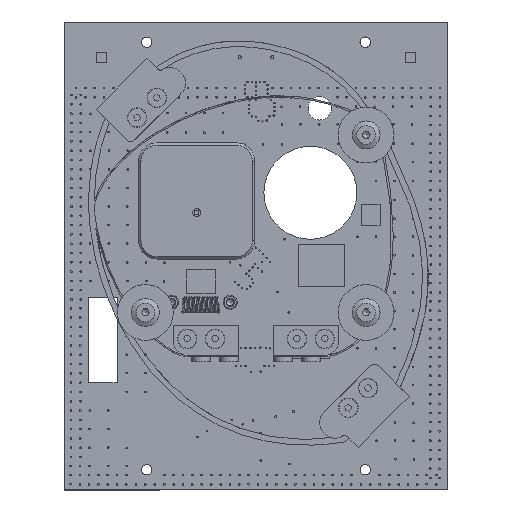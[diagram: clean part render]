
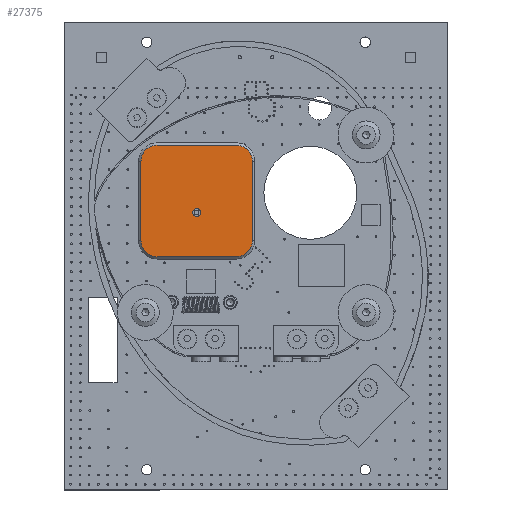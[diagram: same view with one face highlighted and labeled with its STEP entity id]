
A CAD part, left-side view. The second image highlights one B-rep face of the part: STEP entity #27375.
In plain terms, the highlighted face is planar.
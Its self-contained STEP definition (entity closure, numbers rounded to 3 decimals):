
#2124=FACE_BOUND('',#6284,.T.);
#3417=CIRCLE('',#29288,3.5);
#3418=CIRCLE('',#29289,3.5);
#3419=CIRCLE('',#29290,3.5);
#3420=CIRCLE('',#29291,3.5);
#3421=CIRCLE('',#29292,0.85);
#4857=FACE_OUTER_BOUND('',#6283,.T.);
#6283=EDGE_LOOP('',(#19358,#19359,#19360,#19361,#19362,#19363,#19364,#19365));
#6284=EDGE_LOOP('',(#19366));
#9011=LINE('',#40364,#11130);
#9012=LINE('',#40368,#11131);
#9013=LINE('',#40372,#11132);
#9014=LINE('',#40376,#11133);
#11130=VECTOR('',#32291,17.);
#11131=VECTOR('',#32294,17.);
#11132=VECTOR('',#32297,17.);
#11133=VECTOR('',#32300,17.);
#13254=VERTEX_POINT('',#40362);
#13255=VERTEX_POINT('',#40363);
#13256=VERTEX_POINT('',#40365);
#13257=VERTEX_POINT('',#40367);
#13258=VERTEX_POINT('',#40369);
#13259=VERTEX_POINT('',#40371);
#13260=VERTEX_POINT('',#40373);
#13261=VERTEX_POINT('',#40375);
#13262=VERTEX_POINT('',#40378);
#15672=EDGE_CURVE('',#13254,#13255,#9011,.T.);
#15673=EDGE_CURVE('',#13255,#13256,#3417,.F.);
#15674=EDGE_CURVE('',#13256,#13257,#9012,.T.);
#15675=EDGE_CURVE('',#13257,#13258,#3418,.F.);
#15676=EDGE_CURVE('',#13258,#13259,#9013,.T.);
#15677=EDGE_CURVE('',#13259,#13260,#3419,.F.);
#15678=EDGE_CURVE('',#13260,#13261,#9014,.T.);
#15679=EDGE_CURVE('',#13261,#13254,#3420,.F.);
#15680=EDGE_CURVE('',#13262,#13262,#3421,.T.);
#19358=ORIENTED_EDGE('',*,*,#15672,.T.);
#19359=ORIENTED_EDGE('',*,*,#15673,.T.);
#19360=ORIENTED_EDGE('',*,*,#15674,.T.);
#19361=ORIENTED_EDGE('',*,*,#15675,.T.);
#19362=ORIENTED_EDGE('',*,*,#15676,.T.);
#19363=ORIENTED_EDGE('',*,*,#15677,.T.);
#19364=ORIENTED_EDGE('',*,*,#15678,.T.);
#19365=ORIENTED_EDGE('',*,*,#15679,.T.);
#19366=ORIENTED_EDGE('',*,*,#15680,.T.);
#26710=PLANE('',#29287);
#27375=ADVANCED_FACE('',(#4857,#2124),#26710,.F.);
#29287=AXIS2_PLACEMENT_3D('',#40361,#32289,#32290);
#29288=AXIS2_PLACEMENT_3D('',#40366,#32292,#32293);
#29289=AXIS2_PLACEMENT_3D('',#40370,#32295,#32296);
#29290=AXIS2_PLACEMENT_3D('',#40374,#32298,#32299);
#29291=AXIS2_PLACEMENT_3D('',#40377,#32301,#32302);
#29292=AXIS2_PLACEMENT_3D('',#40379,#32303,#32304);
#32289=DIRECTION('center_axis',(0.,1.,0.));
#32290=DIRECTION('ref_axis',(0.,0.,1.));
#32291=DIRECTION('',(1.,0.,0.));
#32292=DIRECTION('center_axis',(0.,1.,0.));
#32293=DIRECTION('ref_axis',(0.,0.,1.));
#32294=DIRECTION('',(0.,0.,1.));
#32295=DIRECTION('center_axis',(0.,1.,0.));
#32296=DIRECTION('ref_axis',(0.,0.,1.));
#32297=DIRECTION('',(-1.,0.,0.));
#32298=DIRECTION('center_axis',(0.,1.,0.));
#32299=DIRECTION('ref_axis',(0.,0.,1.));
#32300=DIRECTION('',(0.,0.,-1.));
#32301=DIRECTION('center_axis',(0.,1.,0.));
#32302=DIRECTION('ref_axis',(0.,0.,1.));
#32303=DIRECTION('center_axis',(0.,1.,0.));
#32304=DIRECTION('ref_axis',(0.,0.,1.));
#40361=CARTESIAN_POINT('Origin',(0.,0.,0.));
#40362=CARTESIAN_POINT('',(-13.688,0.,-15.444));
#40363=CARTESIAN_POINT('',(3.312,0.,-15.444));
#40364=CARTESIAN_POINT('',(-13.688,0.,-15.444));
#40365=CARTESIAN_POINT('',(6.812,0.,-11.944));
#40366=CARTESIAN_POINT('Origin',(3.312,0.,-11.944));
#40367=CARTESIAN_POINT('',(6.812,0.,5.056));
#40368=CARTESIAN_POINT('',(6.812,0.,-11.944));
#40369=CARTESIAN_POINT('',(3.312,0.,8.556));
#40370=CARTESIAN_POINT('Origin',(3.312,0.,5.056));
#40371=CARTESIAN_POINT('',(-13.688,0.,8.556));
#40372=CARTESIAN_POINT('',(3.312,0.,8.556));
#40373=CARTESIAN_POINT('',(-17.188,0.,5.056));
#40374=CARTESIAN_POINT('Origin',(-13.688,0.,5.056));
#40375=CARTESIAN_POINT('',(-17.188,0.,-11.944));
#40376=CARTESIAN_POINT('',(-17.188,0.,5.056));
#40377=CARTESIAN_POINT('Origin',(-13.688,0.,-11.944));
#40378=CARTESIAN_POINT('',(-5.188,0.,-1.794));
#40379=CARTESIAN_POINT('Origin',(-5.188,0.,-0.944));
